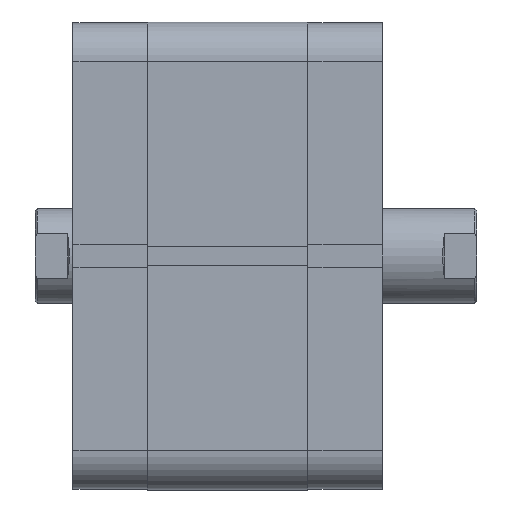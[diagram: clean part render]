
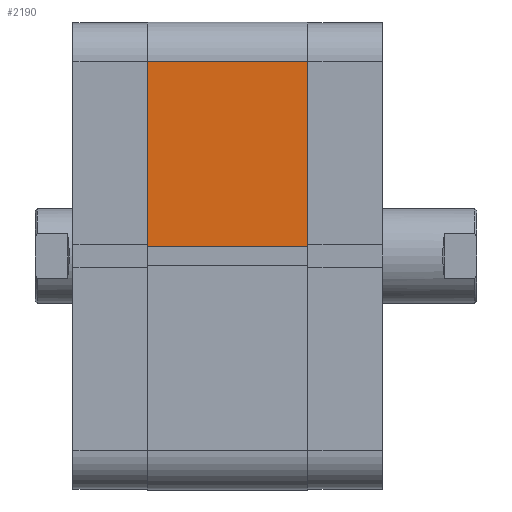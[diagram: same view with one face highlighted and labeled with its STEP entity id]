
A CAD part, front view. The second image highlights one B-rep face of the part: STEP entity #2190.
In plain terms, the highlighted face is planar.
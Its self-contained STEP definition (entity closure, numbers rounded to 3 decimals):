
#35 = EDGE_CURVE ( 'NONE', #4946, #4944, #6282, .T. ) ;
#36 = EDGE_CURVE ( 'NONE', #4947, #4946, #6299, .T. ) ;
#39 = EDGE_CURVE ( 'NONE', #4945, #4944, #6298, .T. ) ;
#44 = EDGE_CURVE ( 'NONE', #4947, #4945, #6303, .T. ) ;
#789 = AXIS2_PLACEMENT_3D ( 'NONE', #3072, #3075, #3076 ) ;
#981 = ORIENTED_EDGE ( 'NONE', *, *, #39, .T. ) ;
#983 = ORIENTED_EDGE ( 'NONE', *, *, #44, .T. ) ;
#984 = ORIENTED_EDGE ( 'NONE', *, *, #36, .F. ) ;
#991 = ORIENTED_EDGE ( 'NONE', *, *, #35, .F. ) ;
#1816 = EDGE_LOOP ( 'NONE', ( #991, #984, #983, #981 ) ) ;
#2190 = ADVANCED_FACE ( 'NONE', ( #3729 ), #3073, .T. ) ;
#3072 = CARTESIAN_POINT ( 'NONE',  ( 62., 51.5, -42.5 ) ) ;
#3073 = PLANE ( 'NONE',  #789 ) ;
#3075 = DIRECTION ( 'NONE',  ( 1., 0., 0. ) ) ;
#3076 = DIRECTION ( 'NONE',  ( 0., 1., 0. ) ) ;
#3729 = FACE_OUTER_BOUND ( 'NONE', #1816, .T. ) ;
#4292 = CARTESIAN_POINT ( 'NONE',  ( 62., 51.5, 0. ) ) ;
#4293 = CARTESIAN_POINT ( 'NONE',  ( 62., 51.5, -42.5 ) ) ;
#4294 = CARTESIAN_POINT ( 'NONE',  ( 62., 2.6, 0. ) ) ;
#4295 = CARTESIAN_POINT ( 'NONE',  ( 62., 2.6, -42.5 ) ) ;
#4944 = VERTEX_POINT ( 'NONE', #4292 ) ;
#4945 = VERTEX_POINT ( 'NONE', #4293 ) ;
#4946 = VERTEX_POINT ( 'NONE', #4294 ) ;
#4947 = VERTEX_POINT ( 'NONE', #4295 ) ;
#5152 = CARTESIAN_POINT ( 'NONE',  ( 62., 51.5, 0. ) ) ;
#5157 = DIRECTION ( 'NONE',  ( 0., 1., 0. ) ) ;
#5159 = CARTESIAN_POINT ( 'NONE',  ( 62., 2.6, -42.5 ) ) ;
#5160 = DIRECTION ( 'NONE',  ( 0., 0., 1. ) ) ;
#5165 = CARTESIAN_POINT ( 'NONE',  ( 62., 51.5, -42.5 ) ) ;
#5166 = DIRECTION ( 'NONE',  ( 0., 0., 1. ) ) ;
#5169 = CARTESIAN_POINT ( 'NONE',  ( 62., 51.5, -42.5 ) ) ;
#5177 = DIRECTION ( 'NONE',  ( 0., 1., 0. ) ) ;
#6282 = LINE ( 'NONE', #5152, #6297 ) ;
#6294 = VECTOR ( 'NONE', #5166, 1000. ) ;
#6297 = VECTOR ( 'NONE', #5157, 1000. ) ;
#6298 = LINE ( 'NONE', #5165, #6294 ) ;
#6299 = LINE ( 'NONE', #5159, #6300 ) ;
#6300 = VECTOR ( 'NONE', #5160, 1000. ) ;
#6303 = LINE ( 'NONE', #5169, #6314 ) ;
#6314 = VECTOR ( 'NONE', #5177, 1000. ) ;
